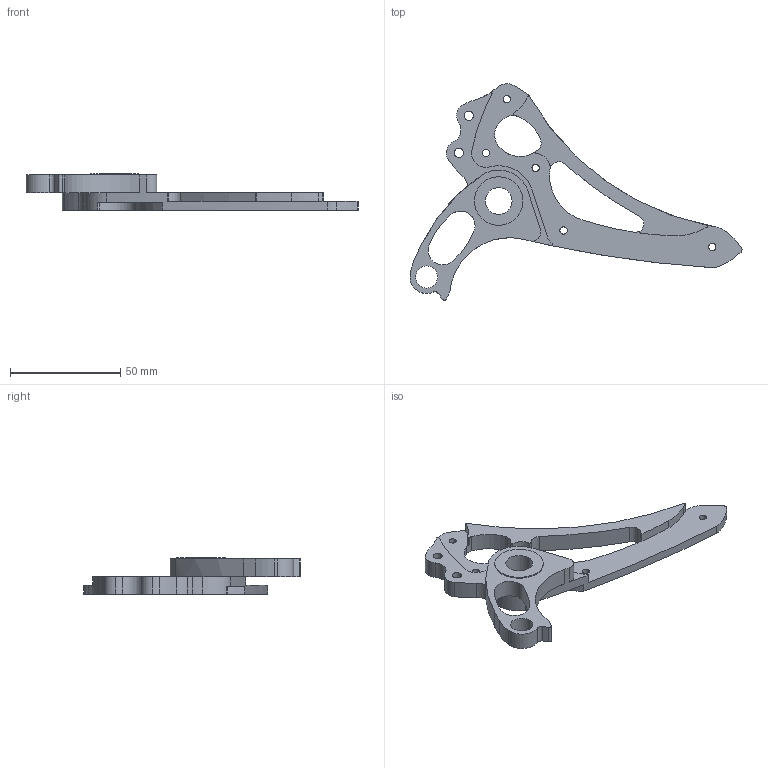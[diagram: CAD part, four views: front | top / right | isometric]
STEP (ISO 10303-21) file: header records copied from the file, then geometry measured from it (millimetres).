
FILE_DESCRIPTION (( 'STEP AP214' ), '1' );
FILE_NAME ('PA4114.STEP', '2018-05-23T17:48:48', ( 'Accounting' ), ( 'Microsoft' ), 'SwSTEP 2.0', 'SolidWorks 2018', '' );
FILE_SCHEMA (( 'AUTOMOTIVE_DESIGN' ));
Length unit declared in the file: millimetre
Products named in the file (1): PA4114
Bounding box: 150.36 x 98.02 x 16.5 mm (x, y, z)
Volume: 30570.2 mm3; surface area: 15872.7 mm2
Topology: 1 solids, 1 shells, 107 faces, 320 edges, 213 vertices
Faces by surface type: cylinder 91, plane 16
Entity records: 3807 total; most frequent: DIRECTION 735, CARTESIAN_POINT 641, ORIENTED_EDGE 640, EDGE_CURVE 320, AXIS2_PLACEMENT_3D 307, VERTEX_POINT 213, CIRCLE 199, EDGE_LOOP 129
